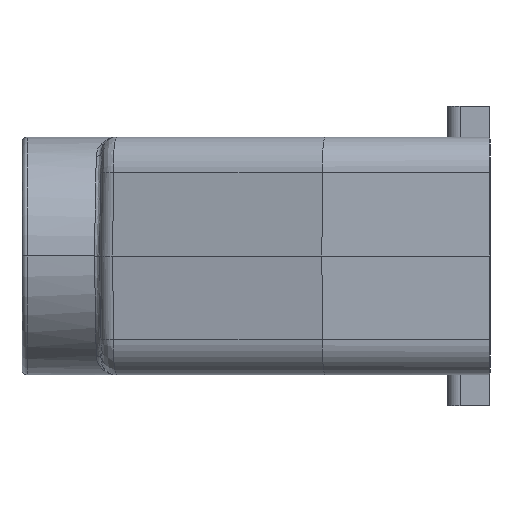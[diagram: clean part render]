
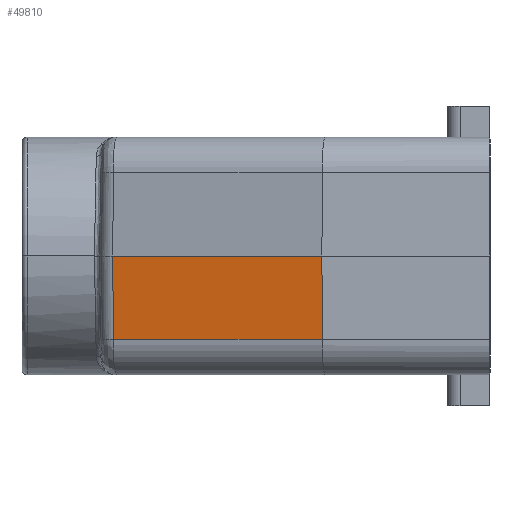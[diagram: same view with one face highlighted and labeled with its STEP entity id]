
A CAD part, left-side view. The second image highlights one B-rep face of the part: STEP entity #49810.
In plain terms, the highlighted face is planar.
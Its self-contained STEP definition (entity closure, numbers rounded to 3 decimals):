
#18690=CARTESIAN_POINT('',(58.472,56.576,
16.122));
#18700=VERTEX_POINT('',#18690);
#18730=CARTESIAN_POINT('',(58.753,56.6,0.));
#18740=DIRECTION('',(-0.017,-0.002,
1.));
#18750=VECTOR('',#18740,1.);
#18760=LINE('',#18730,#18750);
#18770=CARTESIAN_POINT('',(58.753,56.6,
0.));
#18780=VERTEX_POINT('',#18770);
#18790=EDGE_CURVE('',#18780,#18700,#18760,.T.);
#30050=CARTESIAN_POINT('',(51.608,97.122,
0.));
#30060=VERTEX_POINT('',#30050);
#49530=CARTESIAN_POINT('',(56.499,68.576,
8.061));
#49540=DIRECTION('',(-0.985,-0.174,
-0.017));
#49550=DIRECTION('',(-0.017,-0.003,
1.));
#49560=AXIS2_PLACEMENT_3D('',#49530,#49540,#49550);
#49570=PLANE('',#49560);
#49580=CARTESIAN_POINT('',(56.36,68.552,
16.122));
#49590=DIRECTION('',(-0.174,0.985,
0.));
#49600=VECTOR('',#49590,1.);
#49610=LINE('',#49580,#49600);
#49620=CARTESIAN_POINT('',(51.372,96.84,
16.122));
#49630=VERTEX_POINT('',#49620);
#49640=EDGE_CURVE('',#18700,#49630,#49610,.T.);
#49650=ORIENTED_EDGE('',*,*,#49640,.F.);
#49660=CARTESIAN_POINT('',(51.608,97.121,
0.052));
#49670=DIRECTION('',(0.015,0.017,
-1.));
#49680=VECTOR('',#49670,1.);
#49690=LINE('',#49660,#49680);
#49700=EDGE_CURVE('',#49630,#30060,#49690,.T.);
#49710=ORIENTED_EDGE('',*,*,#49700,.F.);
#49720=CARTESIAN_POINT('',(58.893,55.81,
0.));
#49730=DIRECTION('',(-0.174,0.985,
0.));
#49740=VECTOR('',#49730,1.);
#49750=LINE('',#49720,#49740);
#49760=EDGE_CURVE('',#18780,#30060,#49750,.T.);
#49770=ORIENTED_EDGE('',*,*,#49760,.T.);
#49780=ORIENTED_EDGE('',*,*,#18790,.F.);
#49790=EDGE_LOOP('',(#49780,#49770,#49710,#49650));
#49800=FACE_OUTER_BOUND('',#49790,.T.);
#49810=ADVANCED_FACE('',(#49800),#49570,.F.);
